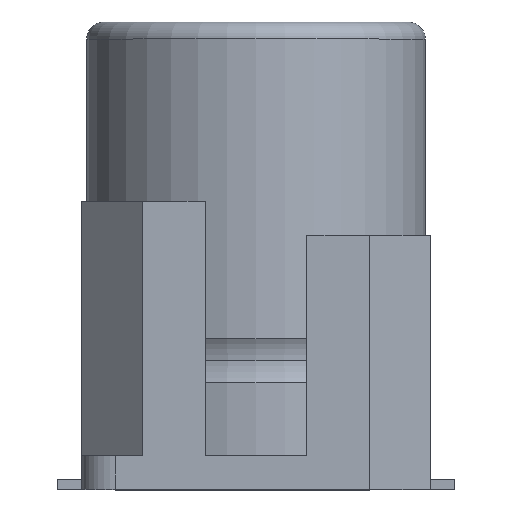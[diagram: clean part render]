
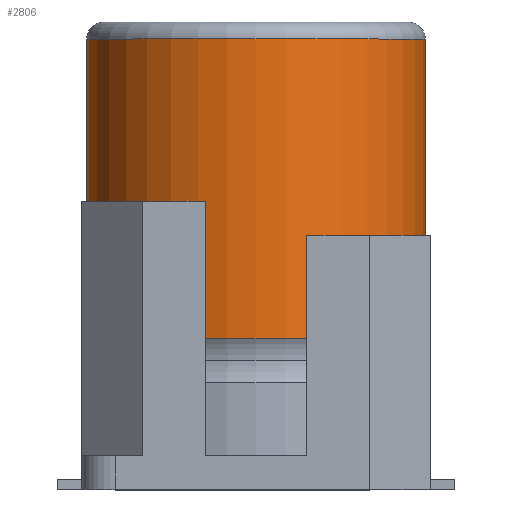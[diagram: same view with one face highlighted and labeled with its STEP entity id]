
A CAD part, top view. The second image highlights one B-rep face of the part: STEP entity #2806.
In plain terms, the highlighted cylindrical face has radius 5 mm (diameter 10 mm), a partial arc.
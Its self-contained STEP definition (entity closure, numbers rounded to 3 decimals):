
#81 = VERTEX_POINT ( 'NONE', #2259 ) ;
#103 = VERTEX_POINT ( 'NONE', #3790 ) ;
#204 = DIRECTION ( 'NONE',  ( 0., -1., 0. ) ) ;
#213 = CYLINDRICAL_SURFACE ( 'NONE', #1950, 5. ) ;
#272 = VERTEX_POINT ( 'NONE', #2545 ) ;
#441 = EDGE_CURVE ( 'NONE', #81, #272, #3031, .T. ) ;
#527 = DIRECTION ( 'NONE',  ( 1., 0., 0. ) ) ;
#587 = VECTOR ( 'NONE', #3802, 1000. ) ;
#687 = DIRECTION ( 'NONE',  ( -1., 0., 0. ) ) ;
#992 = CARTESIAN_POINT ( 'NONE',  ( 0., 12.3, 0. ) ) ;
#1064 = CARTESIAN_POINT ( 'NONE',  ( -5., 12.8, 0. ) ) ;
#1186 = DIRECTION ( 'NONE',  ( 1., 0., 0. ) ) ;
#1222 = VECTOR ( 'NONE', #3773, 1000. ) ;
#1316 = FACE_OUTER_BOUND ( 'NONE', #2337, .T. ) ;
#1633 = DIRECTION ( 'NONE',  ( 0., -1., 0. ) ) ;
#1755 = CIRCLE ( 'NONE', #2333, 5. ) ;
#1765 = CARTESIAN_POINT ( 'NONE',  ( 0., 12.8, 0. ) ) ;
#1950 = AXIS2_PLACEMENT_3D ( 'NONE', #1765, #3849, #1186 ) ;
#2055 = EDGE_CURVE ( 'NONE', #2843, #103, #1755, .T. ) ;
#2073 = CARTESIAN_POINT ( 'NONE',  ( 0., 3.45, 0. ) ) ;
#2259 = CARTESIAN_POINT ( 'NONE',  ( 5., 3.45, 0. ) ) ;
#2281 = AXIS2_PLACEMENT_3D ( 'NONE', #2073, #204, #527 ) ;
#2333 = AXIS2_PLACEMENT_3D ( 'NONE', #992, #1633, #687 ) ;
#2337 = EDGE_LOOP ( 'NONE', ( #3053, #2694, #3188, #2466 ) ) ;
#2424 = EDGE_CURVE ( 'NONE', #103, #272, #3559, .T. ) ;
#2429 = LINE ( 'NONE', #3550, #587 ) ;
#2466 = ORIENTED_EDGE ( 'NONE', *, *, #2508, .F. ) ;
#2471 = CARTESIAN_POINT ( 'NONE',  ( 5., 12.3, 0. ) ) ;
#2508 = EDGE_CURVE ( 'NONE', #2843, #81, #2429, .T. ) ;
#2545 = CARTESIAN_POINT ( 'NONE',  ( -5., 3.45, 0. ) ) ;
#2694 = ORIENTED_EDGE ( 'NONE', *, *, #2424, .T. ) ;
#2806 = ADVANCED_FACE ( 'NONE', ( #1316 ), #213, .T. ) ;
#2843 = VERTEX_POINT ( 'NONE', #2471 ) ;
#3031 = CIRCLE ( 'NONE', #2281, 5. ) ;
#3053 = ORIENTED_EDGE ( 'NONE', *, *, #2055, .T. ) ;
#3188 = ORIENTED_EDGE ( 'NONE', *, *, #441, .F. ) ;
#3550 = CARTESIAN_POINT ( 'NONE',  ( 5., 12.8, 0. ) ) ;
#3559 = LINE ( 'NONE', #1064, #1222 ) ;
#3773 = DIRECTION ( 'NONE',  ( 0., -1., 0. ) ) ;
#3790 = CARTESIAN_POINT ( 'NONE',  ( -5., 12.3, 0. ) ) ;
#3802 = DIRECTION ( 'NONE',  ( 0., -1., 0. ) ) ;
#3849 = DIRECTION ( 'NONE',  ( 0., -1., 0. ) ) ;
